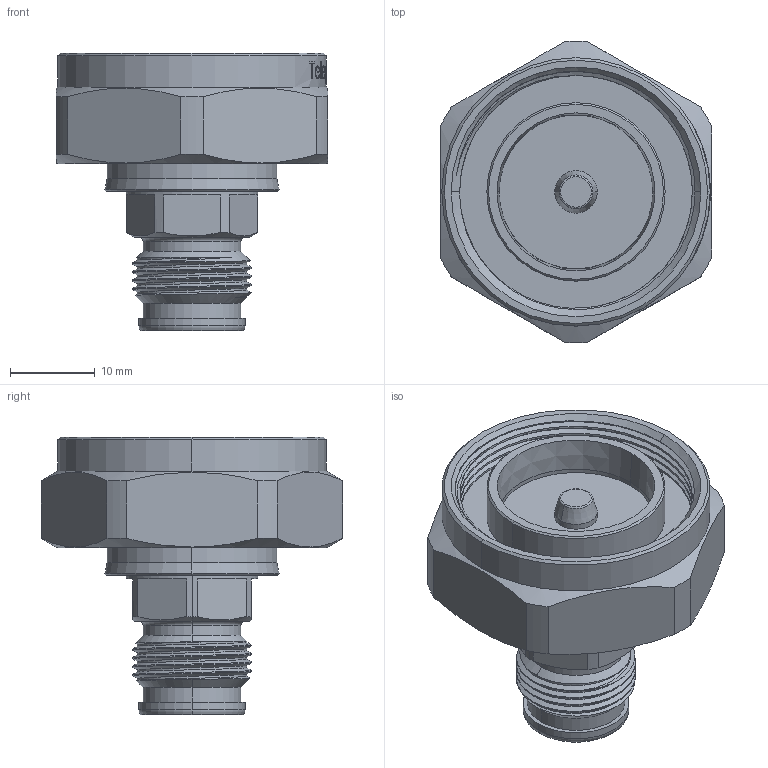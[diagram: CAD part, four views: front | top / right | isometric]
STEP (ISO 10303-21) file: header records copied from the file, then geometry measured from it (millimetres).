
FILE_DESCRIPTION (( 'STEP AP214' ), '1' );
FILE_NAME ('J01122A0020.STEP', '2018-08-02T12:02:24', ( '' ), ( '' ), 'SwSTEP 2.0', 'SolidWorks 2017', '' );
FILE_SCHEMA (( 'AUTOMOTIVE_DESIGN' ));
Length unit declared in the file: millimetre
Products named in the file (1): J01122A0020
Bounding box: 32 x 35.49 x 32.7 mm (x, y, z)
Volume: 11440.1 mm3; surface area: 5574 mm2
Topology: 1 solids, 1 shells, 371 faces, 959 edges, 625 vertices
Faces by surface type: plane 122, bspline 84, cylinder 66, cone 59, torus 40
Entity records: 21004 total; most frequent: CARTESIAN_POINT 8656, ORIENTED_EDGE 1918, DIRECTION 1424, EDGE_CURVE 959, VERTEX_POINT 625, AXIS2_PLACEMENT_3D 538, EDGE_LOOP 406, UNCERTAINTY_MEASURE_WITH_UNIT 371
